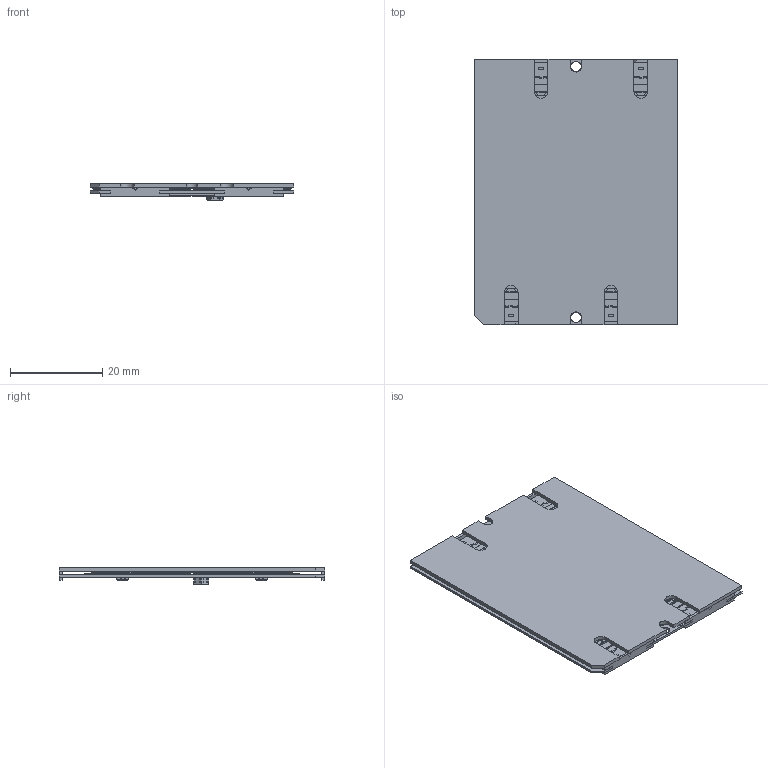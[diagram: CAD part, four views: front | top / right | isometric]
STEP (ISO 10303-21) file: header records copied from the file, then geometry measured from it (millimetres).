
FILE_DESCRIPTION(/* description */ (''),/* implementation_level */ '2;1');
FILE_NAME(/* name */ 'Throughput Mockup Assembly.stp',/* time_stamp */ '2023-11-08T10:52:23-05:00',/* author */ ('cfang'),/* organization */ (''),/* preprocessor_version */ 'ST-DEVELOPER v19.2',/* originating_system */ 'Autodesk Inventor 2024',/* authorisation */ '');
FILE_SCHEMA (('AUTOMOTIVE_DESIGN { 1 0 10303 214 3 1 1 }'));
Products named in the file (9): Throughput Mockup Assembly; BBM Assembly; etl_etroc_mockup_v1p1; etl_lgad_mockup_v1p2; Coverplate Film; Sensor Placement Film; etl standard baseplate with cutouts; etl_module_pcb_mockup_v3p3p1; insert spacer - v1
Assembly tree (14 placements, depth 3):
  Throughput Mockup Assembly
    BBM Assembly  x4
      etl_etroc_mockup_v1p1
      etl_lgad_mockup_v1p2
    Coverplate Film
    Sensor Placement Film
    etl standard baseplate with cutouts
    etl_module_pcb_mockup_v3p3p1
    insert spacer - v1  x4
Bounding box: 44.1 x 57.5 x 3.67 mm (x, y, z)
Volume: 4563.9 mm3; surface area: 27332.8 mm2
Topology: 19 solids, 432 shells, 2278 faces, 8890 edges, 7027 vertices
Faces by surface type: plane 1872, cylinder 349, cone 57
Full cylindrical faces by diameter (mm): 1.181 x1, 2.2 x2, 2.29 x1, 2.413 x1
Entity records: 78079 total; most frequent: CARTESIAN_POINT 14681, DIRECTION 12355, ORIENTED_EDGE 12122, EDGE_CURVE 7066, LINE 5957, VECTOR 5957, VERTEX_POINT 5215, AXIS2_PLACEMENT_3D 3199
